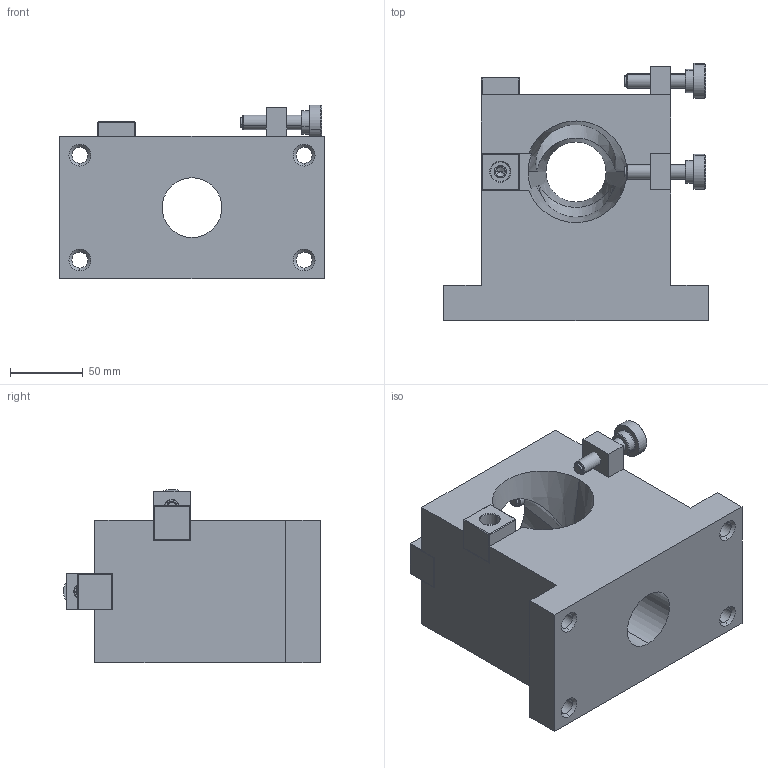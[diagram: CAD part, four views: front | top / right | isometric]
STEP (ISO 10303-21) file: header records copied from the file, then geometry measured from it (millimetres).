
FILE_DESCRIPTION (( 'STEP AP214' ), '1' );
FILE_NAME ('SDZ-700.50-00.STEP', '2021-02-03T00:50:35', ( '' ), ( '' ), 'SwSTEP 2.0', 'SolidWorks 2012', '' );
FILE_SCHEMA (( 'AUTOMOTIVE_DESIGN' ));
Length unit declared in the file: millimetre
Products named in the file (6): SDZ-700.50-05; SDZ-700.50-02; SDZ-700.50-04; SDZ-700.50-03; SDZ-700.50-01; SDZ-700.50-00
Assembly tree (7 placements, depth 2):
  SDZ-700.50-00
    SDZ-700.50-01
    SDZ-700.50-03
    SDZ-700.50-04
    SDZ-700.50-02  x2
    SDZ-700.50-05  x2
Bounding box: 182 x 176.49 x 119.49 mm (x, y, z)
Volume: 1653703.2 mm3; surface area: 165552.5 mm2
Topology: 7 solids, 7 shells, 249 faces, 568 edges, 342 vertices
Faces by surface type: plane 107, cylinder 76, cone 58, torus 8
Entity records: 6304 total; most frequent: CARTESIAN_POINT 1265, DIRECTION 1042, ORIENTED_EDGE 896, EDGE_CURVE 448, AXIS2_PLACEMENT_3D 399, VERTEX_POINT 282, VECTOR 244, LINE 244
